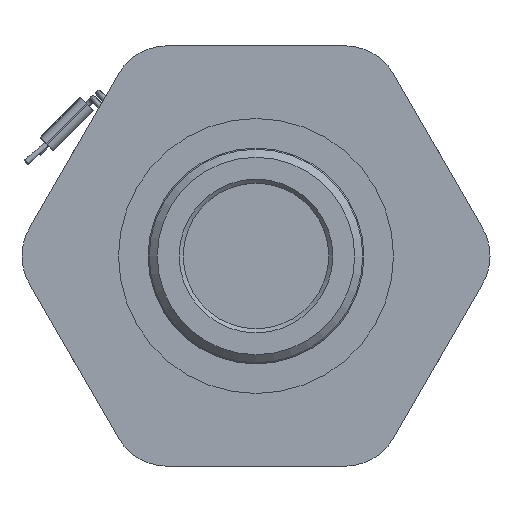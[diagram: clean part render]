
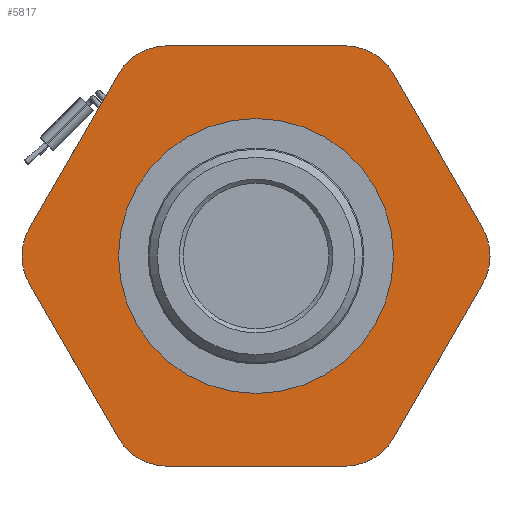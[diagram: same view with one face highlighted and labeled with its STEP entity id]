
A CAD part, front view. The second image highlights one B-rep face of the part: STEP entity #5817.
In plain terms, the highlighted planar face has unit normal (0, -1, 0).
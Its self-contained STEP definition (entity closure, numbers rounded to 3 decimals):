
#6 = AXIS2_PLACEMENT_3D ( 'NONE', #6445, #6465, #4141 ) ;
#35 = LINE ( 'NONE', #6378, #298 ) ;
#56 = AXIS2_PLACEMENT_3D ( 'NONE', #6733, #6760, #67 ) ;
#67 = DIRECTION ( 'NONE',  ( 0., 0., -1. ) ) ;
#209 = VERTEX_POINT ( 'NONE', #6177 ) ;
#281 = VERTEX_POINT ( 'NONE', #5948 ) ;
#289 = ORIENTED_EDGE ( 'NONE', *, *, #3330, .T. ) ;
#297 = EDGE_CURVE ( 'NONE', #3851, #6769, #3365, .T. ) ;
#298 = VECTOR ( 'NONE', #3165, 1000. ) ;
#329 = DIRECTION ( 'NONE',  ( 0., 0., -1. ) ) ;
#353 = PLANE ( 'NONE',  #5496 ) ;
#483 = CIRCLE ( 'NONE', #3224, 7. ) ;
#523 = CARTESIAN_POINT ( 'NONE',  ( 17.032, -7., -22.5 ) ) ;
#883 = ORIENTED_EDGE ( 'NONE', *, *, #297, .T. ) ;
#937 = LINE ( 'NONE', #5710, #3385 ) ;
#1119 = VERTEX_POINT ( 'NONE', #3993 ) ;
#1134 = CIRCLE ( 'NONE', #2264, 7. ) ;
#1218 = FACE_BOUND ( 'NONE', #2667, .T. ) ;
#1235 = DIRECTION ( 'NONE',  ( 0., 0., -1. ) ) ;
#1285 = DIRECTION ( 'NONE',  ( 0., -1., 0. ) ) ;
#1293 = LINE ( 'NONE', #7000, #4256 ) ;
#1407 = CARTESIAN_POINT ( 'NONE',  ( 10.97, -7., -26. ) ) ;
#1439 = ORIENTED_EDGE ( 'NONE', *, *, #2124, .T. ) ;
#1488 = VERTEX_POINT ( 'NONE', #1407 ) ;
#1520 = EDGE_CURVE ( 'NONE', #1488, #4140, #3786, .T. ) ;
#1569 = ORIENTED_EDGE ( 'NONE', *, *, #4359, .T. ) ;
#1771 = CARTESIAN_POINT ( 'NONE',  ( -21.939, -7., 0. ) ) ;
#2027 = ORIENTED_EDGE ( 'NONE', *, *, #4861, .T. ) ;
#2034 = ORIENTED_EDGE ( 'NONE', *, *, #2373, .T. ) ;
#2038 = CARTESIAN_POINT ( 'NONE',  ( 17., -7., 26. ) ) ;
#2049 = CARTESIAN_POINT ( 'NONE',  ( 0., -7., -17. ) ) ;
#2124 = EDGE_CURVE ( 'NONE', #1119, #4056, #3778, .T. ) ;
#2264 = AXIS2_PLACEMENT_3D ( 'NONE', #6529, #5946, #329 ) ;
#2338 = DIRECTION ( 'NONE',  ( 0., 1., 0. ) ) ;
#2366 = DIRECTION ( 'NONE',  ( -0.5, 0., 0.866 ) ) ;
#2373 = EDGE_CURVE ( 'NONE', #6419, #6419, #4544, .T. ) ;
#2449 = AXIS2_PLACEMENT_3D ( 'NONE', #6328, #2338, #6824 ) ;
#2480 = DIRECTION ( 'NONE',  ( -0.5, 0., -0.866 ) ) ;
#2517 = CARTESIAN_POINT ( 'NONE',  ( 28.001, -7., 3.5 ) ) ;
#2539 = ORIENTED_EDGE ( 'NONE', *, *, #5193, .T. ) ;
#2594 = CARTESIAN_POINT ( 'NONE',  ( -10.97, -7., 26. ) ) ;
#2617 = DIRECTION ( 'NONE',  ( -1., 0., 0. ) ) ;
#2646 = EDGE_LOOP ( 'NONE', ( #7071, #1569, #6336, #883, #289, #2697, #1439, #2027, #2539, #2787, #3693, #3424 ) ) ;
#2667 = EDGE_LOOP ( 'NONE', ( #2034 ) ) ;
#2669 = DIRECTION ( 'NONE',  ( 0., 0., -1. ) ) ;
#2697 = ORIENTED_EDGE ( 'NONE', *, *, #5709, .T. ) ;
#2787 = ORIENTED_EDGE ( 'NONE', *, *, #4814, .T. ) ;
#3165 = DIRECTION ( 'NONE',  ( 0.5, 0., -0.866 ) ) ;
#3224 = AXIS2_PLACEMENT_3D ( 'NONE', #1771, #6807, #5078 ) ;
#3227 = CARTESIAN_POINT ( 'NONE',  ( -10.97, -7., -26. ) ) ;
#3310 = CARTESIAN_POINT ( 'NONE',  ( 10.97, -7., 19. ) ) ;
#3330 = EDGE_CURVE ( 'NONE', #6769, #6536, #5746, .T. ) ;
#3365 = CIRCLE ( 'NONE', #3558, 7. ) ;
#3385 = VECTOR ( 'NONE', #5220, 1000. ) ;
#3398 = CARTESIAN_POINT ( 'NONE',  ( -17.032, -7., -22.5 ) ) ;
#3424 = ORIENTED_EDGE ( 'NONE', *, *, #1520, .T. ) ;
#3540 = CARTESIAN_POINT ( 'NONE',  ( -17.032, -7., 22.5 ) ) ;
#3558 = AXIS2_PLACEMENT_3D ( 'NONE', #3310, #3795, #5481 ) ;
#3615 = VERTEX_POINT ( 'NONE', #3398 ) ;
#3693 = ORIENTED_EDGE ( 'NONE', *, *, #4964, .T. ) ;
#3778 = LINE ( 'NONE', #3540, #4638 ) ;
#3786 = CIRCLE ( 'NONE', #6, 7. ) ;
#3795 = DIRECTION ( 'NONE',  ( 0., -1., 0. ) ) ;
#3851 = VERTEX_POINT ( 'NONE', #4651 ) ;
#3875 = EDGE_CURVE ( 'NONE', #4140, #281, #1293, .T. ) ;
#3929 = LINE ( 'NONE', #2517, #4189 ) ;
#3993 = CARTESIAN_POINT ( 'NONE',  ( -17.032, -7., 22.5 ) ) ;
#4042 = CARTESIAN_POINT ( 'NONE',  ( 21.939, -7., 0. ) ) ;
#4056 = VERTEX_POINT ( 'NONE', #7165 ) ;
#4140 = VERTEX_POINT ( 'NONE', #523 ) ;
#4141 = DIRECTION ( 'NONE',  ( 0., 0., -1. ) ) ;
#4189 = VECTOR ( 'NONE', #2366, 1000. ) ;
#4256 = VECTOR ( 'NONE', #4693, 1000. ) ;
#4324 = CIRCLE ( 'NONE', #56, 7. ) ;
#4359 = EDGE_CURVE ( 'NONE', #281, #4834, #4591, .T. ) ;
#4438 = CARTESIAN_POINT ( 'NONE',  ( 10.97, -7., 26. ) ) ;
#4544 = CIRCLE ( 'NONE', #2449, 17. ) ;
#4585 = CARTESIAN_POINT ( 'NONE',  ( 28.001, -7., 3.5 ) ) ;
#4591 = CIRCLE ( 'NONE', #6086, 7. ) ;
#4638 = VECTOR ( 'NONE', #2480, 1000. ) ;
#4651 = CARTESIAN_POINT ( 'NONE',  ( 17.032, -7., 22.5 ) ) ;
#4671 = VERTEX_POINT ( 'NONE', #3227 ) ;
#4693 = DIRECTION ( 'NONE',  ( 0.5, 0., 0.866 ) ) ;
#4697 = VECTOR ( 'NONE', #2617, 1000. ) ;
#4784 = DIRECTION ( 'NONE',  ( 0., -1., 0. ) ) ;
#4814 = EDGE_CURVE ( 'NONE', #3615, #4671, #4324, .T. ) ;
#4834 = VERTEX_POINT ( 'NONE', #4585 ) ;
#4838 = CARTESIAN_POINT ( 'NONE',  ( 17., -7., 0. ) ) ;
#4861 = EDGE_CURVE ( 'NONE', #4056, #209, #483, .T. ) ;
#4964 = EDGE_CURVE ( 'NONE', #4671, #1488, #937, .T. ) ;
#5078 = DIRECTION ( 'NONE',  ( 0., 0., -1. ) ) ;
#5193 = EDGE_CURVE ( 'NONE', #209, #3615, #35, .T. ) ;
#5220 = DIRECTION ( 'NONE',  ( 1., 0., 0. ) ) ;
#5481 = DIRECTION ( 'NONE',  ( 0., 0., -1. ) ) ;
#5496 = AXIS2_PLACEMENT_3D ( 'NONE', #4838, #4784, #2669 ) ;
#5689 = EDGE_CURVE ( 'NONE', #4834, #3851, #3929, .T. ) ;
#5709 = EDGE_CURVE ( 'NONE', #6536, #1119, #1134, .T. ) ;
#5710 = CARTESIAN_POINT ( 'NONE',  ( 17., -7., -26. ) ) ;
#5746 = LINE ( 'NONE', #2038, #4697 ) ;
#5817 = ADVANCED_FACE ( 'NONE', ( #6350, #1218 ), #353, .T. ) ;
#5946 = DIRECTION ( 'NONE',  ( 0., -1., 0. ) ) ;
#5948 = CARTESIAN_POINT ( 'NONE',  ( 28.001, -7., -3.5 ) ) ;
#6086 = AXIS2_PLACEMENT_3D ( 'NONE', #4042, #1285, #1235 ) ;
#6177 = CARTESIAN_POINT ( 'NONE',  ( -28.001, -7., -3.5 ) ) ;
#6328 = CARTESIAN_POINT ( 'NONE',  ( 0., -7., 0. ) ) ;
#6336 = ORIENTED_EDGE ( 'NONE', *, *, #5689, .T. ) ;
#6350 = FACE_OUTER_BOUND ( 'NONE', #2646, .T. ) ;
#6378 = CARTESIAN_POINT ( 'NONE',  ( -28.001, -7., -3.5 ) ) ;
#6419 = VERTEX_POINT ( 'NONE', #2049 ) ;
#6445 = CARTESIAN_POINT ( 'NONE',  ( 10.97, -7., -19. ) ) ;
#6465 = DIRECTION ( 'NONE',  ( 0., -1., 0. ) ) ;
#6529 = CARTESIAN_POINT ( 'NONE',  ( -10.97, -7., 19. ) ) ;
#6536 = VERTEX_POINT ( 'NONE', #2594 ) ;
#6733 = CARTESIAN_POINT ( 'NONE',  ( -10.97, -7., -19. ) ) ;
#6760 = DIRECTION ( 'NONE',  ( 0., -1., 0. ) ) ;
#6769 = VERTEX_POINT ( 'NONE', #4438 ) ;
#6807 = DIRECTION ( 'NONE',  ( 0., -1., 0. ) ) ;
#6824 = DIRECTION ( 'NONE',  ( 0., 0., -1. ) ) ;
#7000 = CARTESIAN_POINT ( 'NONE',  ( 17.032, -7., -22.5 ) ) ;
#7071 = ORIENTED_EDGE ( 'NONE', *, *, #3875, .T. ) ;
#7165 = CARTESIAN_POINT ( 'NONE',  ( -28.001, -7., 3.5 ) ) ;
